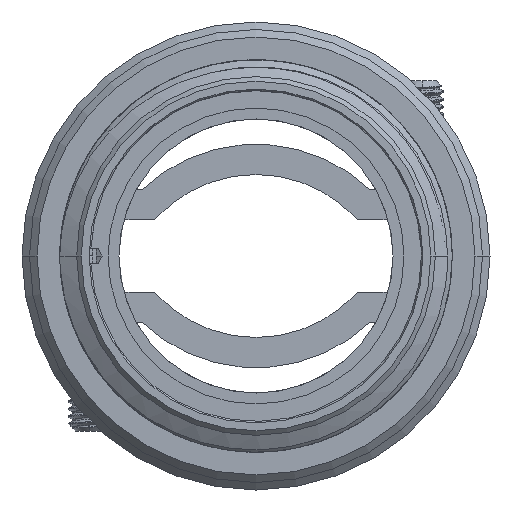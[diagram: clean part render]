
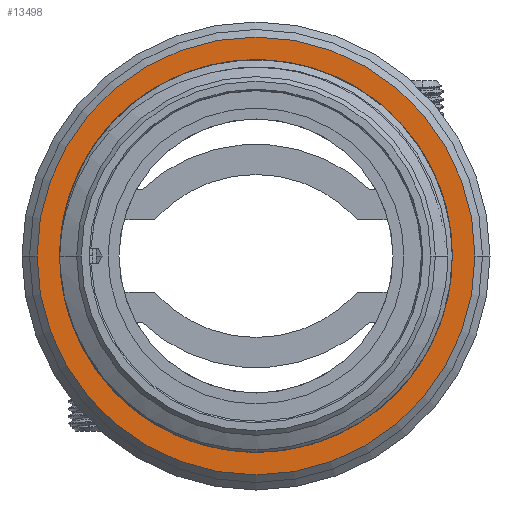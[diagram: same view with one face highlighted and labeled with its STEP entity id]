
A CAD part, left-side view. The second image highlights one B-rep face of the part: STEP entity #13498.
In plain terms, the highlighted planar face has unit normal (-1, 0, 0).
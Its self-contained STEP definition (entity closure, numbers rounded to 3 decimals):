
#225=CARTESIAN_POINT('',(8.5,0.,0.));
#226=DIRECTION('',(1.,0.,0.));
#227=DIRECTION('',(0.,1.,0.));
#228=AXIS2_PLACEMENT_3D('',#225,#226,#227);
#230=CARTESIAN_POINT('',(8.5,0.,0.));
#231=DIRECTION('',(1.,0.,0.));
#232=DIRECTION('',(0.,-1.,0.));
#233=AXIS2_PLACEMENT_3D('',#230,#231,#232);
#235=CARTESIAN_POINT('',(8.5,0.,0.));
#236=DIRECTION('',(-1.,0.,0.));
#237=DIRECTION('',(0.,1.,0.));
#238=AXIS2_PLACEMENT_3D('',#235,#236,#237);
#240=CARTESIAN_POINT('',(8.5,0.,0.));
#241=DIRECTION('',(-1.,0.,0.));
#242=DIRECTION('',(0.,-1.,0.));
#243=AXIS2_PLACEMENT_3D('',#240,#241,#242);
#12067=CARTESIAN_POINT('',(8.5,14.5,0.));
#12068=VERTEX_POINT('',#12067);
#12069=CARTESIAN_POINT('',(8.5,-14.5,0.));
#12070=VERTEX_POINT('',#12069);
#12071=CARTESIAN_POINT('',(8.5,-12.25,0.));
#12072=CARTESIAN_POINT('',(8.5,12.25,0.));
#12073=VERTEX_POINT('',#12071);
#12074=VERTEX_POINT('',#12072);
#13482=CARTESIAN_POINT('',(8.5,0.,0.));
#13483=DIRECTION('',(1.,0.,0.));
#13484=DIRECTION('',(0.,-1.,0.));
#13485=AXIS2_PLACEMENT_3D('',#13482,#13483,#13484);
#13486=PLANE('6366',#13485);
#13488=ORIENTED_EDGE('5005',*,*,#13487,.F.);
#13489=ORIENTED_EDGE('5007',*,*,#13472,.F.);
#13490=EDGE_LOOP('6366',(#13488,#13489));
#13491=FACE_OUTER_BOUND('6366',#13490,.F.);
#13493=ORIENTED_EDGE('5009',*,*,#13492,.F.);
#13495=ORIENTED_EDGE('5008',*,*,#13494,.F.);
#13496=EDGE_LOOP('6366',(#13493,#13495));
#13497=FACE_BOUND('6366',#13496,.F.);
#229=CIRCLE('5009',#228,12.25);
#234=CIRCLE('5008',#233,12.25);
#239=CIRCLE('5005',#238,14.5);
#244=CIRCLE('5007',#243,14.5);
#13472=EDGE_CURVE('5007',#12070,#12068,#244,.T.);
#13487=EDGE_CURVE('5005',#12068,#12070,#239,.T.);
#13492=EDGE_CURVE('5009',#12074,#12073,#229,.T.);
#13494=EDGE_CURVE('5008',#12073,#12074,#234,.T.);
#13498=ADVANCED_FACE('6366',(#13491,#13497),#13486,.F.);
